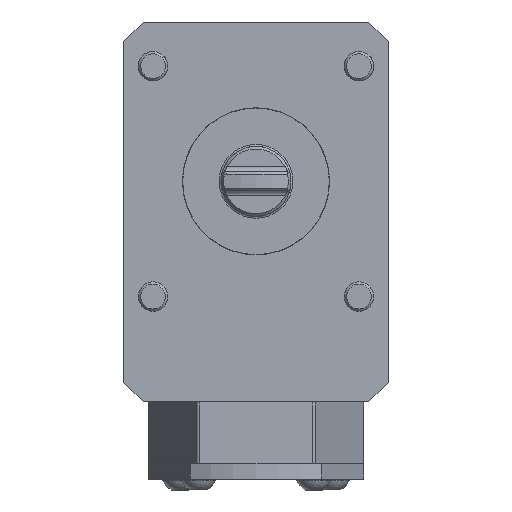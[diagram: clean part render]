
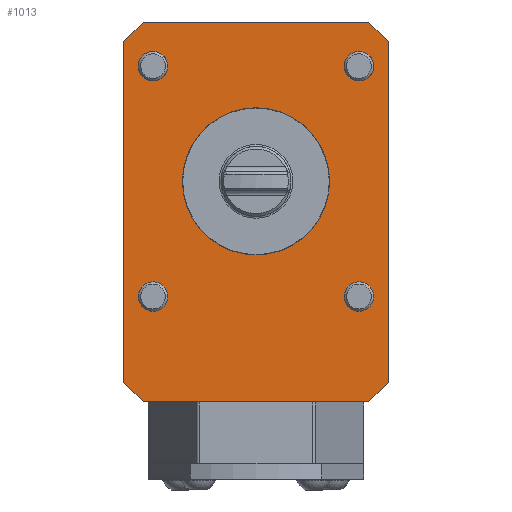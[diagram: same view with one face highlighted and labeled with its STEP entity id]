
A CAD part, front view. The second image highlights one B-rep face of the part: STEP entity #1013.
In plain terms, the highlighted planar face has unit normal (0, -1, 0).
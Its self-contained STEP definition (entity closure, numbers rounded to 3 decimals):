
#112 = CARTESIAN_POINT ( 'NONE',  ( -54., 0., 57. ) ) ;
#317 = DIRECTION ( 'NONE',  ( 1., 0., 0. ) ) ;
#365 = VECTOR ( 'NONE', #27532, 1000. ) ;
#470 = DIRECTION ( 'NONE',  ( 0., -1., 0. ) ) ;
#895 = EDGE_LOOP ( 'NONE', ( #6635, #28675, #10524, #13289, #26159, #4737, #12146, #20308 ) ) ;
#1013 = ADVANCED_FACE ( 'Defeature completata1_168', ( #12947, #21955, #21816, #21387, #1946, #10769 ), #19622, .T. ) ;
#1219 = CARTESIAN_POINT ( 'NONE',  ( 46., 0., 65. ) ) ;
#1254 = CARTESIAN_POINT ( 'NONE',  ( -55.5, 0., 55.5 ) ) ;
#1465 = LINE ( 'NONE', #28005, #8354 ) ;
#1555 = AXIS2_PLACEMENT_3D ( 'NONE', #18613, #18753, #7440 ) ;
#1698 = VECTOR ( 'NONE', #24575, 1000. ) ;
#1946 = FACE_OUTER_BOUND ( 'NONE', #895, .T. ) ;
#1950 = CARTESIAN_POINT ( 'NONE',  ( 54., 0., -82. ) ) ;
#1955 = DIRECTION ( 'NONE',  ( 0.707, 0., -0.707 ) ) ;
#2013 = ORIENTED_EDGE ( 'NONE', *, *, #22371, .F. ) ;
#2089 = DIRECTION ( 'NONE',  ( 0., 0., -1. ) ) ;
#2370 = ORIENTED_EDGE ( 'NONE', *, *, #17407, .F. ) ;
#2587 = ORIENTED_EDGE ( 'NONE', *, *, #5778, .F. ) ;
#2772 = EDGE_CURVE ( 'NONE', #4131, #9321, #18670, .T. ) ;
#2787 = AXIS2_PLACEMENT_3D ( 'NONE', #25635, #12133, #16331 ) ;
#2933 = CARTESIAN_POINT ( 'NONE',  ( 54., 0., 65. ) ) ;
#4131 = VERTEX_POINT ( 'NONE', #6821 ) ;
#4254 = DIRECTION ( 'NONE',  ( 0., -1., 0. ) ) ;
#4582 = CARTESIAN_POINT ( 'NONE',  ( -54., 0., -82. ) ) ;
#4737 = ORIENTED_EDGE ( 'NONE', *, *, #28034, .T. ) ;
#4821 = VERTEX_POINT ( 'NONE', #13664 ) ;
#5099 = CIRCLE ( 'NONE', #2787, 6. ) ;
#5256 = CARTESIAN_POINT ( 'NONE',  ( -54., 0., 65. ) ) ;
#5305 = AXIS2_PLACEMENT_3D ( 'NONE', #24138, #4254, #2089 ) ;
#5778 = EDGE_CURVE ( 'NONE', #27050, #27050, #5099, .T. ) ;
#6086 = DIRECTION ( 'NONE',  ( 0., 0., -1. ) ) ;
#6555 = CARTESIAN_POINT ( 'NONE',  ( -46., 0., -90. ) ) ;
#6635 = ORIENTED_EDGE ( 'NONE', *, *, #8393, .F. ) ;
#6821 = CARTESIAN_POINT ( 'NONE',  ( 54., 0., 57. ) ) ;
#6899 = EDGE_LOOP ( 'NONE', ( #2370 ) ) ;
#7174 = VERTEX_POINT ( 'NONE', #4582 ) ;
#7440 = DIRECTION ( 'NONE',  ( 1., 0., 0. ) ) ;
#7616 = EDGE_CURVE ( 'NONE', #8077, #7174, #11922, .T. ) ;
#7737 = CARTESIAN_POINT ( 'NONE',  ( 0., 0., 0. ) ) ;
#7987 = DIRECTION ( 'NONE',  ( 1., 0., 0. ) ) ;
#8077 = VERTEX_POINT ( 'NONE', #112 ) ;
#8354 = VECTOR ( 'NONE', #25824, 1000. ) ;
#8393 = EDGE_CURVE ( 'NONE', #4131, #22225, #22799, .T. ) ;
#8548 = EDGE_LOOP ( 'NONE', ( #9080 ) ) ;
#9080 = ORIENTED_EDGE ( 'NONE', *, *, #17209, .F. ) ;
#9321 = VERTEX_POINT ( 'NONE', #1219 ) ;
#9343 = CARTESIAN_POINT ( 'NONE',  ( -54., 0., -90. ) ) ;
#9354 = EDGE_LOOP ( 'NONE', ( #21738 ) ) ;
#9484 = DIRECTION ( 'NONE',  ( 0., -1., 0. ) ) ;
#9516 = CARTESIAN_POINT ( 'NONE',  ( -36., 0., -47. ) ) ;
#9947 = DIRECTION ( 'NONE',  ( -0.707, 0., -0.707 ) ) ;
#10152 = CARTESIAN_POINT ( 'NONE',  ( -54., 0., 65. ) ) ;
#10496 = CARTESIAN_POINT ( 'NONE',  ( -68., 0., -68. ) ) ;
#10524 = ORIENTED_EDGE ( 'NONE', *, *, #20401, .F. ) ;
#10617 = VERTEX_POINT ( 'NONE', #13078 ) ;
#10769 = FACE_BOUND ( 'NONE', #25067, .T. ) ;
#11342 = VERTEX_POINT ( 'NONE', #27252 ) ;
#11374 = LINE ( 'NONE', #9343, #1698 ) ;
#11547 = VECTOR ( 'NONE', #7987, 1000. ) ;
#11922 = LINE ( 'NONE', #5256, #25656 ) ;
#12133 = DIRECTION ( 'NONE',  ( 0., -1., 0. ) ) ;
#12146 = ORIENTED_EDGE ( 'NONE', *, *, #26331, .T. ) ;
#12233 = EDGE_CURVE ( 'NONE', #11342, #8077, #14448, .T. ) ;
#12236 = VERTEX_POINT ( 'NONE', #18928 ) ;
#12947 = FACE_BOUND ( 'NONE', #16298, .T. ) ;
#13078 = CARTESIAN_POINT ( 'NONE',  ( -30.018, 0., 0. ) ) ;
#13087 = EDGE_CURVE ( 'NONE', #12236, #22225, #1465, .T. ) ;
#13137 = DIRECTION ( 'NONE',  ( 0., -1., 0. ) ) ;
#13289 = ORIENTED_EDGE ( 'NONE', *, *, #12233, .T. ) ;
#13664 = CARTESIAN_POINT ( 'NONE',  ( -36., 0., 47. ) ) ;
#14448 = LINE ( 'NONE', #1254, #19327 ) ;
#14847 = VERTEX_POINT ( 'NONE', #19191 ) ;
#15419 = CIRCLE ( 'NONE', #20542, 6. ) ;
#16298 = EDGE_LOOP ( 'NONE', ( #2587 ) ) ;
#16331 = DIRECTION ( 'NONE',  ( 1., 0., 0. ) ) ;
#16574 = DIRECTION ( 'NONE',  ( -1., 0., 0. ) ) ;
#16887 = VERTEX_POINT ( 'NONE', #23702 ) ;
#17110 = LINE ( 'NONE', #10152, #11547 ) ;
#17209 = EDGE_CURVE ( 'NONE', #14847, #14847, #20517, .T. ) ;
#17407 = EDGE_CURVE ( 'NONE', #16887, #16887, #15419, .T. ) ;
#18613 = CARTESIAN_POINT ( 'NONE',  ( 42., 0., 47. ) ) ;
#18670 = LINE ( 'NONE', #23296, #365 ) ;
#18732 = DIRECTION ( 'NONE',  ( 0., 0., -1. ) ) ;
#18753 = DIRECTION ( 'NONE',  ( 0., -1., 0. ) ) ;
#18928 = CARTESIAN_POINT ( 'NONE',  ( 46., 0., -90. ) ) ;
#19007 = DIRECTION ( 'NONE',  ( 1., 0., 0. ) ) ;
#19076 = LINE ( 'NONE', #10496, #20853 ) ;
#19191 = CARTESIAN_POINT ( 'NONE',  ( 48., 0., 47. ) ) ;
#19327 = VECTOR ( 'NONE', #9947, 1000. ) ;
#19622 = PLANE ( 'NONE',  #5305 ) ;
#19663 = CARTESIAN_POINT ( 'NONE',  ( -42., 0., 47. ) ) ;
#20308 = ORIENTED_EDGE ( 'NONE', *, *, #13087, .T. ) ;
#20401 = EDGE_CURVE ( 'NONE', #11342, #9321, #17110, .T. ) ;
#20517 = CIRCLE ( 'NONE', #1555, 6. ) ;
#20542 = AXIS2_PLACEMENT_3D ( 'NONE', #24669, #470, #317 ) ;
#20853 = VECTOR ( 'NONE', #1955, 1000. ) ;
#21387 = FACE_BOUND ( 'NONE', #9354, .T. ) ;
#21738 = ORIENTED_EDGE ( 'NONE', *, *, #27701, .F. ) ;
#21816 = FACE_BOUND ( 'NONE', #8548, .T. ) ;
#21955 = FACE_BOUND ( 'NONE', #6899, .T. ) ;
#22225 = VERTEX_POINT ( 'NONE', #1950 ) ;
#22248 = CIRCLE ( 'NONE', #25972, 6. ) ;
#22256 = AXIS2_PLACEMENT_3D ( 'NONE', #7737, #9484, #16574 ) ;
#22371 = EDGE_CURVE ( 'NONE', #10617, #10617, #25523, .T. ) ;
#22750 = VECTOR ( 'NONE', #6086, 1000. ) ;
#22799 = LINE ( 'NONE', #2933, #22750 ) ;
#23296 = CARTESIAN_POINT ( 'NONE',  ( 55.5, 0., 55.5 ) ) ;
#23647 = VERTEX_POINT ( 'NONE', #6555 ) ;
#23702 = CARTESIAN_POINT ( 'NONE',  ( 48., 0., -47. ) ) ;
#24138 = CARTESIAN_POINT ( 'NONE',  ( 0., 0., 0. ) ) ;
#24575 = DIRECTION ( 'NONE',  ( 1., 0., 0. ) ) ;
#24669 = CARTESIAN_POINT ( 'NONE',  ( 42., 0., -47. ) ) ;
#25067 = EDGE_LOOP ( 'NONE', ( #2013 ) ) ;
#25523 = CIRCLE ( 'NONE', #22256, 30.018 ) ;
#25635 = CARTESIAN_POINT ( 'NONE',  ( -42., 0., -47. ) ) ;
#25656 = VECTOR ( 'NONE', #18732, 1000. ) ;
#25824 = DIRECTION ( 'NONE',  ( 0.707, 0., 0.707 ) ) ;
#25972 = AXIS2_PLACEMENT_3D ( 'NONE', #19663, #13137, #19007 ) ;
#26159 = ORIENTED_EDGE ( 'NONE', *, *, #7616, .T. ) ;
#26331 = EDGE_CURVE ( 'NONE', #23647, #12236, #11374, .T. ) ;
#27050 = VERTEX_POINT ( 'NONE', #9516 ) ;
#27252 = CARTESIAN_POINT ( 'NONE',  ( -46., 0., 65. ) ) ;
#27532 = DIRECTION ( 'NONE',  ( -0.707, 0., 0.707 ) ) ;
#27701 = EDGE_CURVE ( 'NONE', #4821, #4821, #22248, .T. ) ;
#28005 = CARTESIAN_POINT ( 'NONE',  ( 68., 0., -68. ) ) ;
#28034 = EDGE_CURVE ( 'NONE', #7174, #23647, #19076, .T. ) ;
#28675 = ORIENTED_EDGE ( 'NONE', *, *, #2772, .T. ) ;
